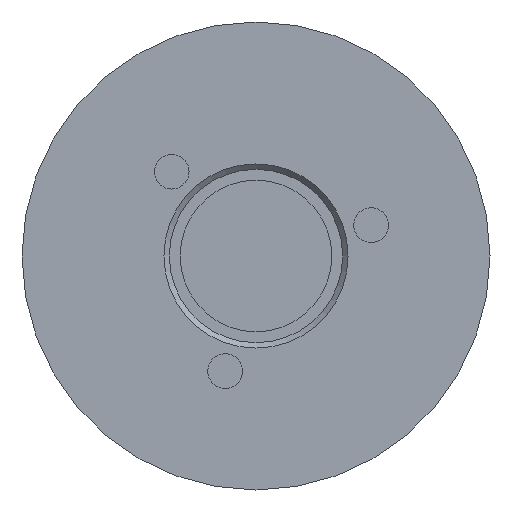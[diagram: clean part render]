
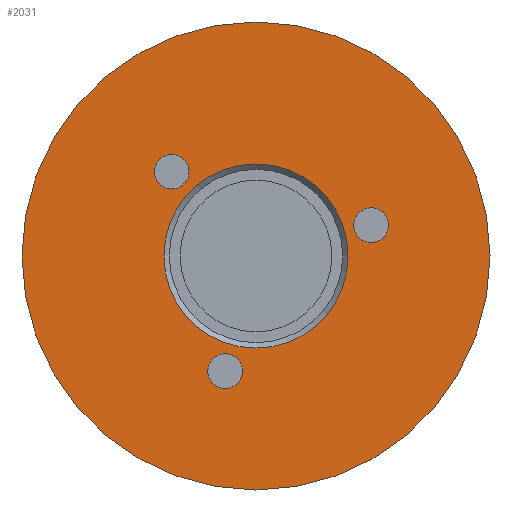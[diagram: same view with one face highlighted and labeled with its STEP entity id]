
A CAD part, left-side view. The second image highlights one B-rep face of the part: STEP entity #2031.
In plain terms, the highlighted planar face has unit normal (-1, 0, 0).
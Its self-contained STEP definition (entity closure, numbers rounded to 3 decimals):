
#343=PLANE('',#2257);
#513=FACE_BOUND('',#973,.T.);
#514=FACE_BOUND('',#974,.T.);
#515=FACE_BOUND('',#975,.T.);
#516=FACE_BOUND('',#976,.T.);
#607=CIRCLE('',#2209,1.6);
#611=CIRCLE('',#2216,1.6);
#615=CIRCLE('',#2223,1.6);
#629=CIRCLE('',#2254,8.5);
#631=CIRCLE('',#2258,21.6);
#751=FACE_OUTER_BOUND('',#972,.T.);
#972=EDGE_LOOP('',(#1694));
#973=EDGE_LOOP('',(#1695));
#974=EDGE_LOOP('',(#1696));
#975=EDGE_LOOP('',(#1697));
#976=EDGE_LOOP('',(#1698));
#1177=VERTEX_POINT('',#3443);
#1183=VERTEX_POINT('',#3485);
#1189=VERTEX_POINT('',#3527);
#1209=VERTEX_POINT('',#3726);
#1211=VERTEX_POINT('',#3732);
#1365=EDGE_CURVE('',#1177,#1177,#607,.T.);
#1371=EDGE_CURVE('',#1183,#1183,#611,.T.);
#1377=EDGE_CURVE('',#1189,#1189,#615,.T.);
#1399=EDGE_CURVE('',#1209,#1209,#629,.T.);
#1401=EDGE_CURVE('',#1211,#1211,#631,.T.);
#1694=ORIENTED_EDGE('',*,*,#1401,.T.);
#1695=ORIENTED_EDGE('',*,*,#1365,.T.);
#1696=ORIENTED_EDGE('',*,*,#1371,.T.);
#1697=ORIENTED_EDGE('',*,*,#1377,.T.);
#1698=ORIENTED_EDGE('',*,*,#1399,.F.);
#2031=ADVANCED_FACE('',(#751,#513,#514,#515,#516),#343,.T.);
#2209=AXIS2_PLACEMENT_3D('',#3444,#2569,#2570);
#2216=AXIS2_PLACEMENT_3D('',#3486,#2583,#2584);
#2223=AXIS2_PLACEMENT_3D('',#3528,#2597,#2598);
#2254=AXIS2_PLACEMENT_3D('',#3727,#2659,#2660);
#2257=AXIS2_PLACEMENT_3D('',#3731,#2665,#2666);
#2258=AXIS2_PLACEMENT_3D('',#3733,#2667,#2668);
#2569=DIRECTION('center_axis',(1.,0.,0.));
#2570=DIRECTION('ref_axis',(0.,1.,0.));
#2583=DIRECTION('center_axis',(1.,0.,0.));
#2584=DIRECTION('ref_axis',(0.,1.,0.));
#2597=DIRECTION('center_axis',(1.,0.,0.));
#2598=DIRECTION('ref_axis',(0.,1.,0.));
#2659=DIRECTION('center_axis',(-1.,0.,0.));
#2660=DIRECTION('ref_axis',(0.,0.,-1.));
#2665=DIRECTION('center_axis',(-1.,0.,0.));
#2666=DIRECTION('ref_axis',(0.,0.,1.));
#2667=DIRECTION('center_axis',(-1.,0.,0.));
#2668=DIRECTION('ref_axis',(0.,1.,0.));
#3443=CARTESIAN_POINT('',(-44.012,-0.927,-10.625));
#3444=CARTESIAN_POINT('Origin',(-44.012,0.673,-10.625));
#3485=CARTESIAN_POINT('',(-44.012,-14.399,2.847));
#3486=CARTESIAN_POINT('Origin',(-44.012,-12.799,2.847));
#3527=CARTESIAN_POINT('',(-44.012,4.004,7.778));
#3528=CARTESIAN_POINT('Origin',(-44.012,5.604,7.778));
#3726=CARTESIAN_POINT('',(-44.012,-2.174,8.5));
#3727=CARTESIAN_POINT('Origin',(-44.012,-2.174,0.));
#3731=CARTESIAN_POINT('Origin',(-44.012,-2.174,0.));
#3732=CARTESIAN_POINT('',(-44.012,-23.774,0.));
#3733=CARTESIAN_POINT('Origin',(-44.012,-2.174,0.));
